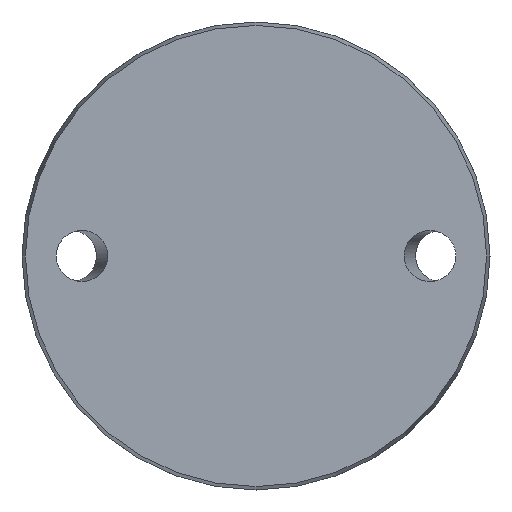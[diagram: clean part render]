
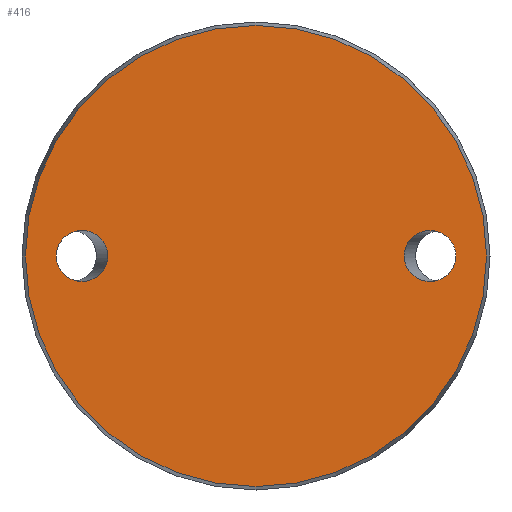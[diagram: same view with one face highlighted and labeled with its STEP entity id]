
A CAD part, front view. The second image highlights one B-rep face of the part: STEP entity #416.
In plain terms, the highlighted planar face has unit normal (0, -1, 0).
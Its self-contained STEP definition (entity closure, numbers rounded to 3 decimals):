
#1 = CARTESIAN_POINT ( 'NONE',  ( -33.309, 0., 8.5 ) ) ;
#33 = CARTESIAN_POINT ( 'NONE',  ( 0., 0., -38.425 ) ) ;
#41 = DIRECTION ( 'NONE',  ( 0., 1., 0. ) ) ;
#50 = CARTESIAN_POINT ( 'NONE',  ( -33.309, 0., 0. ) ) ;
#74 = EDGE_CURVE ( 'NONE', #683, #683, #625, .T. ) ;
#89 = ORIENTED_EDGE ( 'NONE', *, *, #630, .T. ) ;
#143 = DIRECTION ( 'NONE',  ( 0., 0., 1. ) ) ;
#162 = CARTESIAN_POINT ( 'NONE',  ( -33.309, 0., -8.5 ) ) ;
#173 = CARTESIAN_POINT ( 'NONE',  ( 33.309, 0., 0. ) ) ;
#200 = FACE_OUTER_BOUND ( 'NONE', #301, .T. ) ;
#205 = DIRECTION ( 'NONE',  ( 0., -1., 0. ) ) ;
#216 = CARTESIAN_POINT ( 'NONE',  ( -24.691, 0., 8.5 ) ) ;
#217 = CARTESIAN_POINT ( 'NONE',  ( 24.691, 0., 0. ) ) ;
#246 = CARTESIAN_POINT ( 'NONE',  ( 33.309, 0., 0. ) ) ;
#261 = ORIENTED_EDGE ( 'NONE', *, *, #400, .T. ) ;
#270 = CARTESIAN_POINT ( 'NONE',  ( -24.691, 0., 0. ) ) ;
#301 = EDGE_LOOP ( 'NONE', ( #261 ) ) ;
#304 = EDGE_LOOP ( 'NONE', ( #404 ) ) ;
#317 = VERTEX_POINT ( 'NONE', #364 ) ;
#353 = EDGE_LOOP ( 'NONE', ( #89 ) ) ;
#357 = FACE_BOUND ( 'NONE', #304, .T. ) ;
#364 = CARTESIAN_POINT ( 'NONE',  ( -33.309, 0., 0. ) ) ;
#381 = CARTESIAN_POINT ( 'NONE',  ( -33.309, 0., 0. ) ) ;
#385 = CARTESIAN_POINT ( 'NONE',  ( 24.691, 0., -8.5 ) ) ;
#394 = CARTESIAN_POINT ( 'NONE',  ( 33.309, 0., 0. ) ) ;
#400 = EDGE_CURVE ( 'NONE', #526, #526, #645, .T. ) ;
#404 = ORIENTED_EDGE ( 'NONE', *, *, #74, .T. ) ;
#416 = ADVANCED_FACE ( 'NONE', ( #531, #357, #200 ), #419, .F. ) ;
#419 = PLANE ( 'NONE',  #567 ) ;
#443 = CARTESIAN_POINT ( 'NONE',  ( 33.309, 0., 8.5 ) ) ;
#521 = DIRECTION ( 'NONE',  ( 0., 0., -1. ) ) ;
#526 = VERTEX_POINT ( 'NONE', #33 ) ;
#531 = FACE_BOUND ( 'NONE', #353, .T. ) ;
#553 =( BOUNDED_CURVE ( )  B_SPLINE_CURVE ( 3, ( #50, #1, #216, #270, #650, #162, #381 ),
 .UNSPECIFIED., .T., .T. ) 
 B_SPLINE_CURVE_WITH_KNOTS ( ( 4, 3, 4 ),
 ( 0., 3.142, 6.283 ),
 .UNSPECIFIED. ) 
 CURVE ( )  GEOMETRIC_REPRESENTATION_ITEM ( )  RATIONAL_B_SPLINE_CURVE ( ( 1., 0.333, 0.333, 1., 0.333, 0.333, 1. ) ) 
 REPRESENTATION_ITEM ( '' )  );
#555 = AXIS2_PLACEMENT_3D ( 'NONE', #688, #205, #521 ) ;
#567 = AXIS2_PLACEMENT_3D ( 'NONE', #633, #41, #143 ) ;
#592 = CARTESIAN_POINT ( 'NONE',  ( 24.691, 0., 8.5 ) ) ;
#625 =( BOUNDED_CURVE ( )  B_SPLINE_CURVE ( 3, ( #173, #651, #385, #217, #592, #443, #394 ),
 .UNSPECIFIED., .T., .T. ) 
 B_SPLINE_CURVE_WITH_KNOTS ( ( 4, 3, 4 ),
 ( 0., 3.142, 6.283 ),
 .UNSPECIFIED. ) 
 CURVE ( )  GEOMETRIC_REPRESENTATION_ITEM ( )  RATIONAL_B_SPLINE_CURVE ( ( 1., 0.333, 0.333, 1., 0.333, 0.333, 1. ) ) 
 REPRESENTATION_ITEM ( '' )  );
#630 = EDGE_CURVE ( 'NONE', #317, #317, #553, .T. ) ;
#633 = CARTESIAN_POINT ( 'NONE',  ( -38.425, 0., 0. ) ) ;
#645 = CIRCLE ( 'NONE', #555, 38.425 ) ;
#650 = CARTESIAN_POINT ( 'NONE',  ( -24.691, 0., -8.5 ) ) ;
#651 = CARTESIAN_POINT ( 'NONE',  ( 33.309, 0., -8.5 ) ) ;
#683 = VERTEX_POINT ( 'NONE', #246 ) ;
#688 = CARTESIAN_POINT ( 'NONE',  ( 0., 0., 0. ) ) ;
